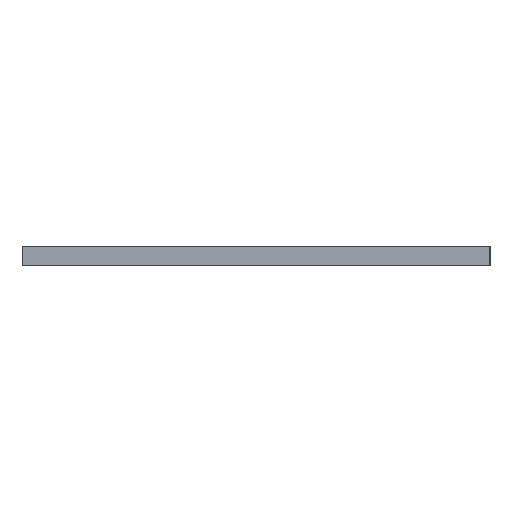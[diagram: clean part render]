
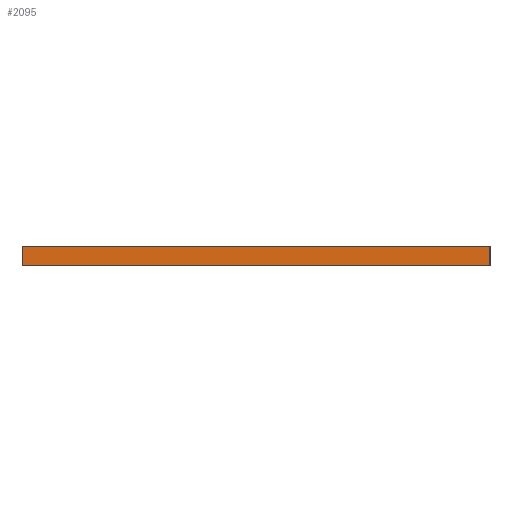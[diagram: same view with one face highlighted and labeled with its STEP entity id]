
A CAD part, left-side view. The second image highlights one B-rep face of the part: STEP entity #2095.
In plain terms, the highlighted planar face has unit normal (-1, 0, 0).
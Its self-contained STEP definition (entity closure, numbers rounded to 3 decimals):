
#144 = VERTEX_POINT('',#145);
#145 = CARTESIAN_POINT('',(98.,-75.,0.));
#151 = EDGE_CURVE('',#152,#144,#154,.T.);
#152 = VERTEX_POINT('',#153);
#153 = CARTESIAN_POINT('',(98.,-114.,0.));
#154 = LINE('',#155,#156);
#155 = CARTESIAN_POINT('',(98.,-114.,0.));
#156 = VECTOR('',#157,1.);
#157 = DIRECTION('',(0.,1.,0.));
#1106 = VERTEX_POINT('',#1107);
#1107 = CARTESIAN_POINT('',(98.,-75.,1.6));
#1113 = EDGE_CURVE('',#1114,#1106,#1116,.T.);
#1114 = VERTEX_POINT('',#1115);
#1115 = CARTESIAN_POINT('',(98.,-114.,1.6));
#1116 = LINE('',#1117,#1118);
#1117 = CARTESIAN_POINT('',(98.,-114.,1.6));
#1118 = VECTOR('',#1119,1.);
#1119 = DIRECTION('',(0.,1.,0.));
#2065 = EDGE_CURVE('',#144,#1106,#2066,.T.);
#2066 = LINE('',#2067,#2068);
#2067 = CARTESIAN_POINT('',(98.,-75.,0.));
#2068 = VECTOR('',#2069,1.);
#2069 = DIRECTION('',(0.,0.,1.));
#2095 = ADVANCED_FACE('',(#2096),#2107,.T.);
#2096 = FACE_BOUND('',#2097,.T.);
#2097 = EDGE_LOOP('',(#2098,#2104,#2105,#2106));
#2098 = ORIENTED_EDGE('',*,*,#2099,.T.);
#2099 = EDGE_CURVE('',#152,#1114,#2100,.T.);
#2100 = LINE('',#2101,#2102);
#2101 = CARTESIAN_POINT('',(98.,-114.,0.));
#2102 = VECTOR('',#2103,1.);
#2103 = DIRECTION('',(0.,0.,1.));
#2104 = ORIENTED_EDGE('',*,*,#1113,.T.);
#2105 = ORIENTED_EDGE('',*,*,#2065,.F.);
#2106 = ORIENTED_EDGE('',*,*,#151,.F.);
#2107 = PLANE('',#2108);
#2108 = AXIS2_PLACEMENT_3D('',#2109,#2110,#2111);
#2109 = CARTESIAN_POINT('',(98.,-114.,0.));
#2110 = DIRECTION('',(-1.,0.,0.));
#2111 = DIRECTION('',(0.,1.,0.));
